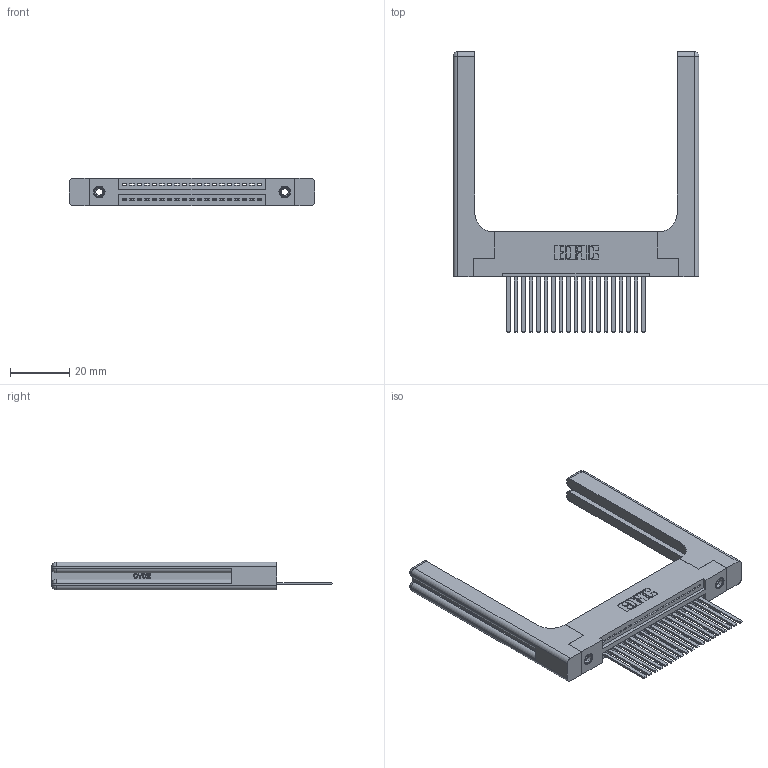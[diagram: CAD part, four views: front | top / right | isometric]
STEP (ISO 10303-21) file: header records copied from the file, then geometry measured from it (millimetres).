
FILE_DESCRIPTION (( 'STEP AP203' ), '1' );
FILE_NAME ('345-019-544-158.STEP', '2019-10-04T19:35:25', ( '' ), ( '' ), 'SwSTEP 2.0', 'SolidWorks 2016', '' );
FILE_SCHEMA (( 'CONFIG_CONTROL_DESIGN' ));
Length unit declared in the file: inch
Products named in the file (5): 345 Part_Flush Mounting Lugs - 0.156 Dia-TH; 345-250-001_345-250-001-102; 345-292-001_345-293-144; 345-019-544-158; 345-220-058_345-220-058
Assembly tree (24 placements, depth 2):
  345-019-544-158
    345 Part_Flush Mounting Lugs - 0.156 Dia-TH
    345-292-001_345-293-144  x19
    345-250-001_345-250-001-102  x2
    345-220-058_345-220-058  x2
Bounding box: 83.29 x 94.92 x 9.4 mm (x, y, z)
Volume: 16447.2 mm3; surface area: 16208.1 mm2
Topology: 24 solids, 24 shells, 1370 faces, 4009 edges, 2626 vertices
Faces by surface type: plane 912, cylinder 398, bspline 36, cone 12, sphere 8, torus 4
Entity records: 22394 total; most frequent: CARTESIAN_POINT 4850, ORIENTED_EDGE 3600, DIRECTION 3214, EDGE_CURVE 1800, VECTOR 1504, LINE 1504, VERTEX_POINT 1190, AXIS2_PLACEMENT_3D 855
